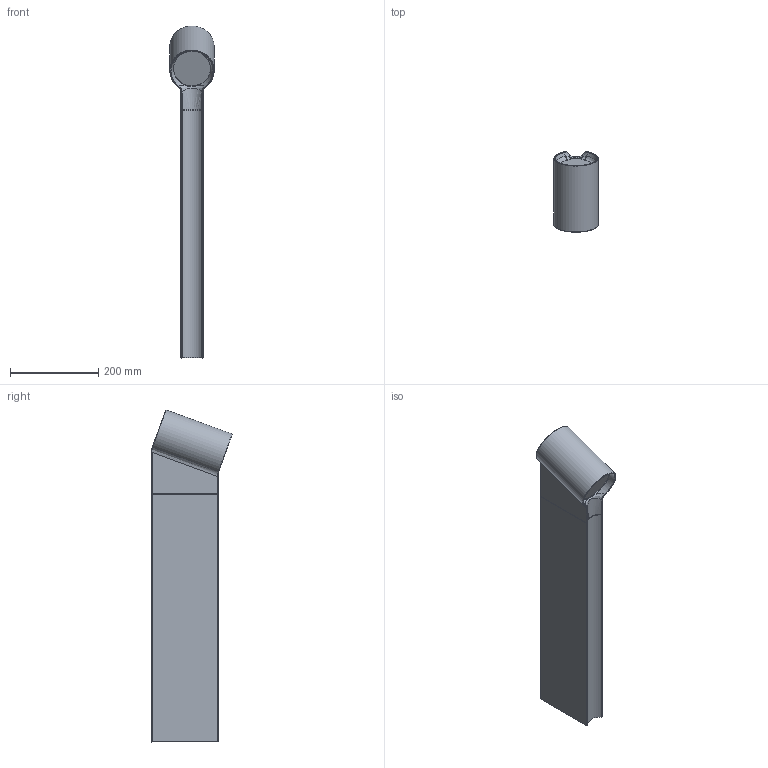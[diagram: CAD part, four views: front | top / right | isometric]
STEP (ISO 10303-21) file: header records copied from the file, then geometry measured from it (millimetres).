
FILE_DESCRIPTION(/* description */ (''),/* implementation_level */ '2;1');
FILE_NAME(/* name */ 'T086300_OBLIQUE 750',/* time_stamp */ '2018-01-25T11:01:23+01:00',/* author */ (''),/* organization */ (''),/* preprocessor_version */ 'ST-DEVELOPER v15',/* originating_system */ '',/* authorisation */ '');
FILE_SCHEMA (('CONFIG_CONTROL_DESIGN'));
Length unit declared in the file: millimetre
Products named in the file (1): Document
Bounding box: 99.91 x 181.77 x 750.68 mm (x, y, z)
Surface area: 341781.2 mm2 (no closed solid volume)
Topology: 0 solids, 20 shells, 161 faces, 430 edges, 282 vertices
Faces by surface type: bspline 133, plane 28
Entity records: 8277 total; most frequent: CARTESIAN_POINT 5946, ORIENTED_EDGE 733, EDGE_CURVE 422, VERTEX_POINT 282, B_SPLINE_CURVE_WITH_KNOTS 177, EDGE_LOOP 171, ADVANCED_FACE 161, FACE_OUTER_BOUND 161
